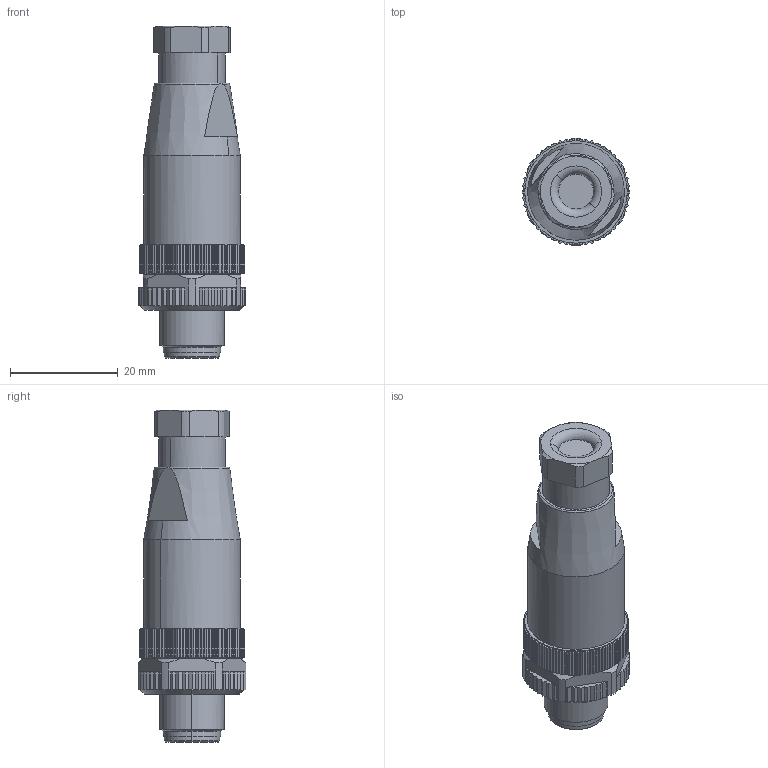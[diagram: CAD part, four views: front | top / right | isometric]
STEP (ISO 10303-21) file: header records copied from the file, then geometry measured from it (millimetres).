
FILE_DESCRIPTION(('CATIA V5 STEP Exchange','CAx-IF Rec.Pracs.--- Model Styling and Organization---1.4--- 2014-01-23'),'2;1');
FILE_NAME ('026504-3_2', '2023-03-20T11:53:48+00:00', ('none'), ('Weidmueller'), 'CATIA Version 5-6 Release 2016 SP3 HF44', 'CATIA V5 STEP AP214', 'none');
FILE_SCHEMA(('AUTOMOTIVE_DESIGN { 1 0 10303 214 1 1 1 1 }'));
Length unit declared in the file: millimetre
Products named in the file (1): 1921050000
Bounding box: 20 x 19.99 x 61.58 mm (x, y, z)
Volume: 12155.5 mm3; surface area: 4548.2 mm2
Topology: 6 solids, 6 shells, 604 faces, 1744 edges, 1152 vertices
Faces by surface type: plane 384, cylinder 166, cone 30, sphere 20, torus 4
Entity records: 20105 total; most frequent: CARTESIAN_POINT 5104, ORIENTED_EDGE 3448, DIRECTION 2525, EDGE_CURVE 1724, VERTEX_POINT 1152, AXIS2_PLACEMENT_3D 1014, VECTOR 923, LINE 923
